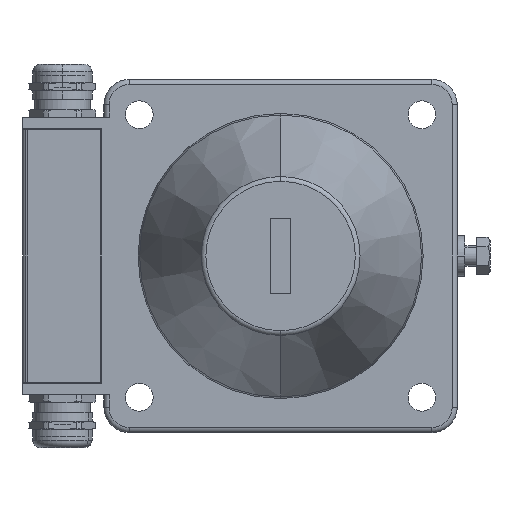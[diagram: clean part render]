
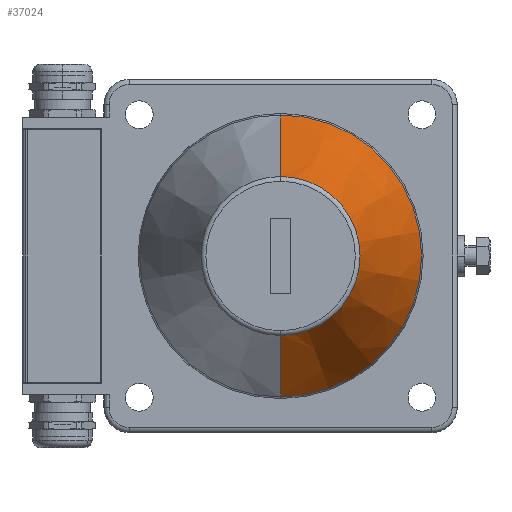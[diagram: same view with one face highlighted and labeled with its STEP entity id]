
A CAD part, left-side view. The second image highlights one B-rep face of the part: STEP entity #37024.
In plain terms, the highlighted conical face has half-angle 20 degrees and reference radius 56.5 mm.
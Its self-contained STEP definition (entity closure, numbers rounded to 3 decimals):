
#239 = AXIS2_PLACEMENT_3D ( 'NONE', #1004, #13251, #37643 ) ;
#1004 = CARTESIAN_POINT ( 'NONE',  ( -661.51, 1.241, 364.704 ) ) ;
#1706 = DIRECTION ( 'NONE',  ( 0., 0., 1. ) ) ;
#2210 = VERTEX_POINT ( 'NONE', #21793 ) ;
#3953 = CONICAL_SURFACE ( 'NONE', #30807, 56.5, 0.349 ) ;
#5329 = CARTESIAN_POINT ( 'NONE',  ( -661.51, 1.241, 333.203 ) ) ;
#5929 = VERTEX_POINT ( 'NONE', #34142 ) ;
#6552 = LINE ( 'NONE', #31763, #21748 ) ;
#6590 = LINE ( 'NONE', #27870, #29046 ) ;
#6865 = CARTESIAN_POINT ( 'NONE',  ( -594.483, 1.241, 364.704 ) ) ;
#7151 = DIRECTION ( 'NONE',  ( 0.94, 0., -0.342 ) ) ;
#7486 = DIRECTION ( 'NONE',  ( -1., 0., 0. ) ) ;
#7887 = DIRECTION ( 'NONE',  ( 1., 0., 0. ) ) ;
#12135 = ORIENTED_EDGE ( 'NONE', *, *, #19219, .F. ) ;
#13251 = DIRECTION ( 'NONE',  ( 1., 0., 0. ) ) ;
#15425 = ORIENTED_EDGE ( 'NONE', *, *, #16335, .T. ) ;
#15760 = VERTEX_POINT ( 'NONE', #5329 ) ;
#16335 = EDGE_CURVE ( 'NONE', #2210, #15760, #17548, .T. ) ;
#17548 = CIRCLE ( 'NONE', #239, 31.501 ) ;
#19219 = EDGE_CURVE ( 'NONE', #2210, #5929, #6590, .T. ) ;
#21351 = DIRECTION ( 'NONE',  ( 0.94, 0., 0.342 ) ) ;
#21748 = VECTOR ( 'NONE', #7151, 1000. ) ;
#21793 = CARTESIAN_POINT ( 'NONE',  ( -661.51, 1.241, 396.206 ) ) ;
#22294 = CARTESIAN_POINT ( 'NONE',  ( -594.483, 1.241, 308.808 ) ) ;
#22925 = EDGE_CURVE ( 'NONE', #39184, #5929, #29238, .T. ) ;
#24270 = ORIENTED_EDGE ( 'NONE', *, *, #22925, .T. ) ;
#27520 = ORIENTED_EDGE ( 'NONE', *, *, #37936, .T. ) ;
#27870 = CARTESIAN_POINT ( 'NONE',  ( -592.826, 1.241, 421.204 ) ) ;
#29046 = VECTOR ( 'NONE', #21351, 1000. ) ;
#29238 = CIRCLE ( 'NONE', #30515, 55.897 ) ;
#30515 = AXIS2_PLACEMENT_3D ( 'NONE', #6865, #7486, #34890 ) ;
#30807 = AXIS2_PLACEMENT_3D ( 'NONE', #34718, #7887, #1706 ) ;
#31309 = FACE_OUTER_BOUND ( 'NONE', #35718, .T. ) ;
#31763 = CARTESIAN_POINT ( 'NONE',  ( -592.826, 1.241, 308.204 ) ) ;
#34142 = CARTESIAN_POINT ( 'NONE',  ( -594.483, 1.241, 420.601 ) ) ;
#34718 = CARTESIAN_POINT ( 'NONE',  ( -592.826, 1.241, 364.704 ) ) ;
#34890 = DIRECTION ( 'NONE',  ( 0., 0., 1. ) ) ;
#35718 = EDGE_LOOP ( 'NONE', ( #15425, #27520, #24270, #12135 ) ) ;
#37024 = ADVANCED_FACE ( 'NONE', ( #31309 ), #3953, .T. ) ;
#37643 = DIRECTION ( 'NONE',  ( 0., 0., -1. ) ) ;
#37936 = EDGE_CURVE ( 'NONE', #15760, #39184, #6552, .T. ) ;
#39184 = VERTEX_POINT ( 'NONE', #22294 ) ;
